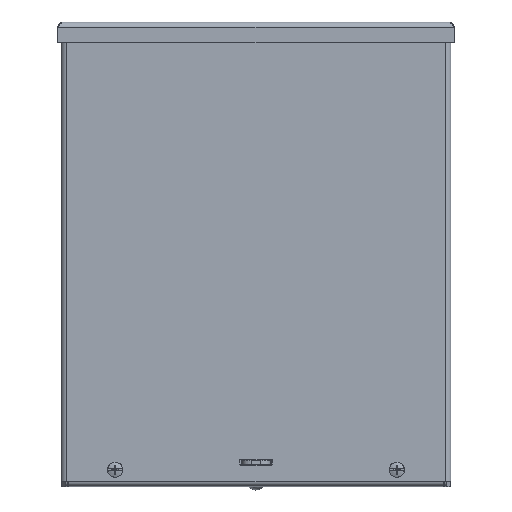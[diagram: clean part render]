
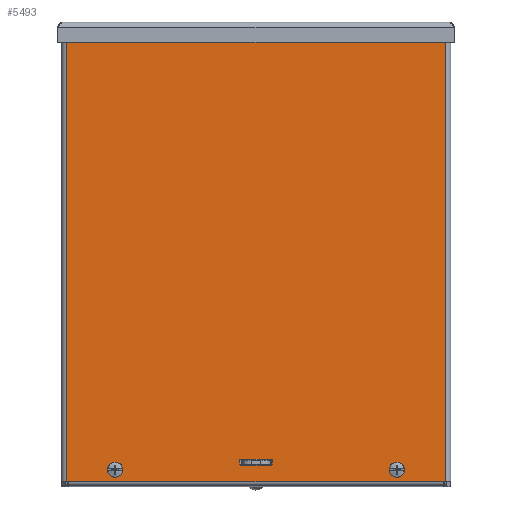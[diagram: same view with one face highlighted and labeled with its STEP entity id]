
A CAD part, top view. The second image highlights one B-rep face of the part: STEP entity #5493.
In plain terms, the highlighted face is planar.
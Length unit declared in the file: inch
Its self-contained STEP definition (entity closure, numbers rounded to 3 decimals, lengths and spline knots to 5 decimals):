
#245=FACE_BOUND('',#1135,.T.);
#246=FACE_BOUND('',#1136,.T.);
#247=FACE_BOUND('',#1137,.T.);
#248=FACE_BOUND('',#1138,.T.);
#249=FACE_BOUND('',#1139,.T.);
#438=PLANE('',#5959);
#734=FACE_OUTER_BOUND('',#1134,.T.);
#1134=EDGE_LOOP('',(#4421,#4422,#4423,#4424));
#1135=EDGE_LOOP('',(#4425));
#1136=EDGE_LOOP('',(#4426));
#1137=EDGE_LOOP('',(#4427,#4428,#4429,#4430,#4431,#4432,#4433,#4434));
#1138=EDGE_LOOP('',(#4435));
#1139=EDGE_LOOP('',(#4436));
#1565=LINE('',#9113,#1995);
#1569=LINE('',#9125,#1999);
#1573=LINE('',#9137,#2003);
#1578=LINE('',#9149,#2008);
#1580=LINE('',#9166,#2010);
#1587=LINE('',#9187,#2017);
#1592=LINE('',#9203,#2022);
#1594=LINE('',#9206,#2024);
#1995=VECTOR('',#7070,0.09375);
#1999=VECTOR('',#7082,0.78125);
#2003=VECTOR('',#7094,0.09375);
#2008=VECTOR('',#7107,0.78125);
#2010=VECTOR('',#7125,11.875);
#2017=VECTOR('',#7152,11.875);
#2022=VECTOR('',#7175,9.8125);
#2024=VECTOR('',#7179,9.8125);
#2249=CIRCLE('',#5912,0.125);
#2251=CIRCLE('',#5915,0.125);
#2252=CIRCLE('',#5917,0.03125);
#2254=CIRCLE('',#5921,0.03125);
#2256=CIRCLE('',#5925,0.03125);
#2258=CIRCLE('',#5929,0.03125);
#2261=CIRCLE('',#5934,0.125);
#2263=CIRCLE('',#5937,0.125);
#2618=VERTEX_POINT('',#9095);
#2620=VERTEX_POINT('',#9100);
#2621=VERTEX_POINT('',#9103);
#2622=VERTEX_POINT('',#9104);
#2625=VERTEX_POINT('',#9112);
#2627=VERTEX_POINT('',#9118);
#2629=VERTEX_POINT('',#9124);
#2631=VERTEX_POINT('',#9130);
#2633=VERTEX_POINT('',#9136);
#2635=VERTEX_POINT('',#9142);
#2638=VERTEX_POINT('',#9153);
#2640=VERTEX_POINT('',#9158);
#2642=VERTEX_POINT('',#9163);
#2643=VERTEX_POINT('',#9165);
#2646=VERTEX_POINT('',#9184);
#2647=VERTEX_POINT('',#9186);
#3224=EDGE_CURVE('',#2618,#2618,#2249,.T.);
#3226=EDGE_CURVE('',#2620,#2620,#2251,.T.);
#3227=EDGE_CURVE('',#2621,#2622,#2252,.T.);
#3231=EDGE_CURVE('',#2625,#2622,#1565,.T.);
#3234=EDGE_CURVE('',#2625,#2627,#2254,.T.);
#3237=EDGE_CURVE('',#2629,#2627,#1569,.T.);
#3240=EDGE_CURVE('',#2629,#2631,#2256,.T.);
#3243=EDGE_CURVE('',#2633,#2631,#1573,.T.);
#3246=EDGE_CURVE('',#2633,#2635,#2258,.T.);
#3250=EDGE_CURVE('',#2621,#2635,#1578,.T.);
#3252=EDGE_CURVE('',#2638,#2638,#2261,.T.);
#3254=EDGE_CURVE('',#2640,#2640,#2263,.T.);
#3257=EDGE_CURVE('',#2643,#2642,#1580,.T.);
#3268=EDGE_CURVE('',#2647,#2646,#1587,.T.);
#3276=EDGE_CURVE('',#2646,#2643,#1592,.T.);
#3278=EDGE_CURVE('',#2642,#2647,#1594,.T.);
#4421=ORIENTED_EDGE('',*,*,#3257,.T.);
#4422=ORIENTED_EDGE('',*,*,#3278,.T.);
#4423=ORIENTED_EDGE('',*,*,#3268,.T.);
#4424=ORIENTED_EDGE('',*,*,#3276,.T.);
#4425=ORIENTED_EDGE('',*,*,#3224,.T.);
#4426=ORIENTED_EDGE('',*,*,#3226,.T.);
#4427=ORIENTED_EDGE('',*,*,#3231,.T.);
#4428=ORIENTED_EDGE('',*,*,#3227,.F.);
#4429=ORIENTED_EDGE('',*,*,#3250,.T.);
#4430=ORIENTED_EDGE('',*,*,#3246,.F.);
#4431=ORIENTED_EDGE('',*,*,#3243,.T.);
#4432=ORIENTED_EDGE('',*,*,#3240,.F.);
#4433=ORIENTED_EDGE('',*,*,#3237,.T.);
#4434=ORIENTED_EDGE('',*,*,#3234,.F.);
#4435=ORIENTED_EDGE('',*,*,#3252,.T.);
#4436=ORIENTED_EDGE('',*,*,#3254,.T.);
#5493=ADVANCED_FACE('',(#734,#245,#246,#247,#248,#249),#438,.F.);
#5912=AXIS2_PLACEMENT_3D('',#9096,#7052,#7053);
#5915=AXIS2_PLACEMENT_3D('',#9101,#7058,#7059);
#5917=AXIS2_PLACEMENT_3D('',#9105,#7062,#7063);
#5921=AXIS2_PLACEMENT_3D('',#9119,#7075,#7076);
#5925=AXIS2_PLACEMENT_3D('',#9131,#7087,#7088);
#5929=AXIS2_PLACEMENT_3D('',#9143,#7099,#7100);
#5934=AXIS2_PLACEMENT_3D('',#9154,#7112,#7113);
#5937=AXIS2_PLACEMENT_3D('',#9159,#7118,#7119);
#5959=AXIS2_PLACEMENT_3D('',#9205,#7177,#7178);
#7052=DIRECTION('center_axis',(0.,0.,1.));
#7053=DIRECTION('ref_axis',(1.,0.,0.));
#7058=DIRECTION('center_axis',(0.,0.,1.));
#7059=DIRECTION('ref_axis',(1.,0.,0.));
#7062=DIRECTION('center_axis',(0.,0.,-1.));
#7063=DIRECTION('ref_axis',(0.707,0.707,0.));
#7070=DIRECTION('',(0.,1.,0.));
#7075=DIRECTION('center_axis',(0.,0.,-1.));
#7076=DIRECTION('ref_axis',(0.707,-0.707,0.));
#7082=DIRECTION('',(1.,0.,0.));
#7087=DIRECTION('center_axis',(0.,0.,-1.));
#7088=DIRECTION('ref_axis',(-0.707,-0.707,0.));
#7094=DIRECTION('',(0.,-1.,0.));
#7099=DIRECTION('center_axis',(0.,0.,-1.));
#7100=DIRECTION('ref_axis',(-0.707,0.707,0.));
#7107=DIRECTION('',(-1.,0.,0.));
#7112=DIRECTION('center_axis',(0.,0.,1.));
#7113=DIRECTION('ref_axis',(1.,0.,0.));
#7118=DIRECTION('center_axis',(0.,0.,1.));
#7119=DIRECTION('ref_axis',(1.,0.,0.));
#7125=DIRECTION('',(0.,-1.,0.));
#7152=DIRECTION('',(0.,1.,0.));
#7175=DIRECTION('',(1.,0.,0.));
#7177=DIRECTION('center_axis',(0.,0.,1.));
#7178=DIRECTION('ref_axis',(1.,0.,0.));
#7179=DIRECTION('',(-1.,0.,0.));
#9095=CARTESIAN_POINT('',(-3.78125,5.625,0.));
#9096=CARTESIAN_POINT('Origin',(-3.65625,5.625,0.));
#9100=CARTESIAN_POINT('',(-3.78125,-5.625,0.));
#9101=CARTESIAN_POINT('Origin',(-3.65625,-5.625,0.));
#9103=CARTESIAN_POINT('',(0.39062,5.50863,0.));
#9104=CARTESIAN_POINT('',(0.42187,5.47738,0.));
#9105=CARTESIAN_POINT('Origin',(0.39062,5.47738,0.));
#9112=CARTESIAN_POINT('',(0.42187,5.38363,0.));
#9113=CARTESIAN_POINT('',(0.42187,2.67619,0.));
#9118=CARTESIAN_POINT('',(0.39062,5.35238,0.));
#9119=CARTESIAN_POINT('Origin',(0.39062,5.38363,0.));
#9124=CARTESIAN_POINT('',(-0.39063,5.35238,0.));
#9125=CARTESIAN_POINT('',(-0.21094,5.35238,0.));
#9130=CARTESIAN_POINT('',(-0.42188,5.38363,0.));
#9131=CARTESIAN_POINT('Origin',(-0.39063,5.38363,0.));
#9136=CARTESIAN_POINT('',(-0.42188,5.47738,0.));
#9137=CARTESIAN_POINT('',(-0.42188,2.75431,0.));
#9142=CARTESIAN_POINT('',(-0.39063,5.50863,0.));
#9143=CARTESIAN_POINT('Origin',(-0.39063,5.47738,0.));
#9149=CARTESIAN_POINT('',(0.21094,5.50863,0.));
#9153=CARTESIAN_POINT('',(3.53125,5.625,0.));
#9154=CARTESIAN_POINT('Origin',(3.65625,5.625,0.));
#9158=CARTESIAN_POINT('',(3.53125,-5.625,0.));
#9159=CARTESIAN_POINT('Origin',(3.65625,-5.625,0.));
#9163=CARTESIAN_POINT('',(4.90625,-5.9375,0.));
#9165=CARTESIAN_POINT('',(4.90625,5.9375,0.));
#9166=CARTESIAN_POINT('',(4.90625,2.96875,0.));
#9184=CARTESIAN_POINT('',(-4.90625,5.9375,0.));
#9186=CARTESIAN_POINT('',(-4.90625,-5.9375,0.));
#9187=CARTESIAN_POINT('',(-4.90625,-2.96875,0.));
#9203=CARTESIAN_POINT('',(-5.059,5.9375,0.));
#9205=CARTESIAN_POINT('Origin',(0.,0.,
0.));
#9206=CARTESIAN_POINT('',(5.059,-5.9375,0.));
